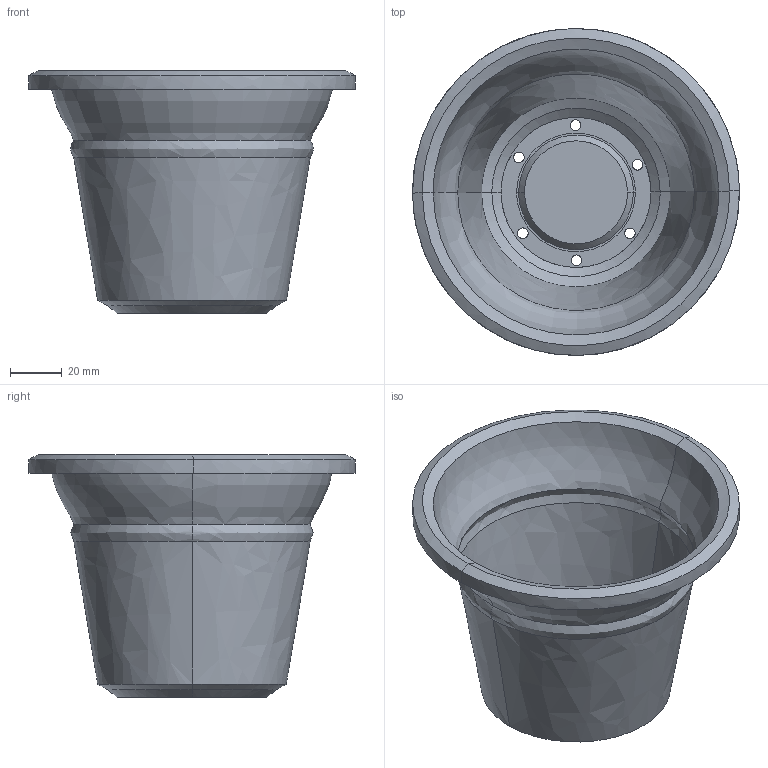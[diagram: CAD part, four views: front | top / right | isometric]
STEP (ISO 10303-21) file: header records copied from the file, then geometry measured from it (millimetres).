
FILE_DESCRIPTION(/* description */ (''),/* implementation_level */ '2;1');
FILE_NAME(/* name */ 'Pot',/* time_stamp */ '2014-03-05T18:03:13-06:00',/* author */ (''),/* organization */ (''),/* preprocessor_version */ 'ST-DEVELOPER v15',/* originating_system */ '',/* authorisation */ '');
FILE_SCHEMA (('AUTOMOTIVE_DESIGN'));
Length unit declared in the file: inch
Products named in the file (1): Document
Bounding box: 126.34 x 126.34 x 93.64 mm (x, y, z)
Volume: 775.2 mm3; surface area: 37572.2 mm2
Topology: 2 solids, 4 shells, 42 faces, 98 edges, 60 vertices
Faces by surface type: bspline 38, plane 4
Entity records: 1652 total; most frequent: CARTESIAN_POINT 1099, ORIENTED_EDGE 188, EDGE_CURVE 98, VERTEX_POINT 60, EDGE_LOOP 56, ADVANCED_FACE 42, FACE_OUTER_BOUND 42, FACE_BOUND 14
